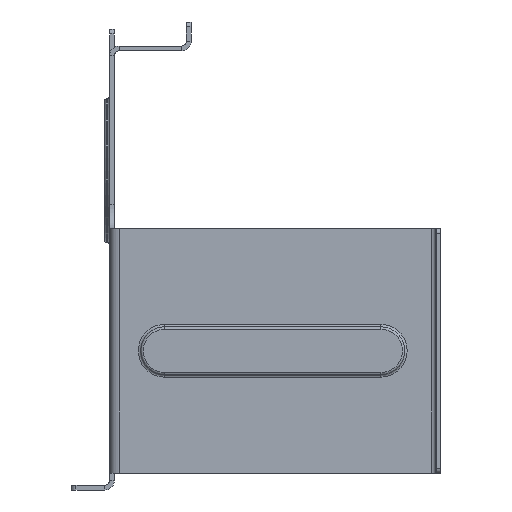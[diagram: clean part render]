
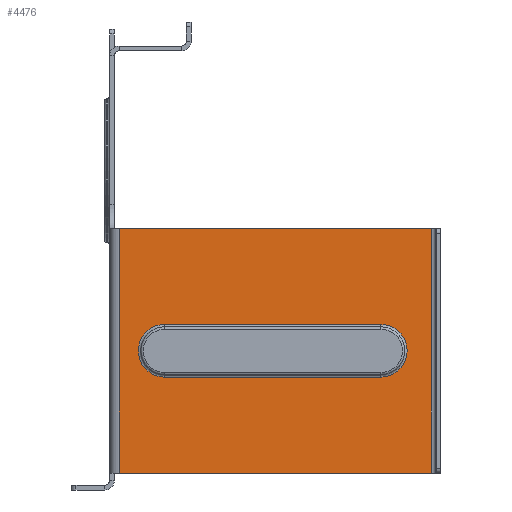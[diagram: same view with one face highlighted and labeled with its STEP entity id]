
A CAD part, left-side view. The second image highlights one B-rep face of the part: STEP entity #4476.
In plain terms, the highlighted planar face has unit normal (-1, 0, 0).
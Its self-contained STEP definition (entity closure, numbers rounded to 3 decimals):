
#74=FACE_BOUND('',#622,.T.);
#137=PLANE('',#4867);
#322=FACE_OUTER_BOUND('',#621,.T.);
#621=EDGE_LOOP('',(#3551,#3552,#3553,#3554));
#622=EDGE_LOOP('',(#3555,#3556,#3557,#3558));
#912=CIRCLE('',#4857,5.5);
#915=CIRCLE('',#4862,5.5);
#1293=LINE('',#9886,#1651);
#1294=LINE('',#9897,#1652);
#1300=LINE('',#9915,#1658);
#1301=LINE('',#9917,#1659);
#1302=LINE('',#9919,#1660);
#1303=LINE('',#9920,#1661);
#1651=VECTOR('',#5749,10.);
#1652=VECTOR('',#5762,10.);
#1658=VECTOR('',#5782,10.);
#1659=VECTOR('',#5783,10.);
#1660=VECTOR('',#5784,10.);
#1661=VECTOR('',#5785,1.44);
#2095=VERTEX_POINT('',#9879);
#2098=VERTEX_POINT('',#9884);
#2100=VERTEX_POINT('',#9889);
#2102=VERTEX_POINT('',#9895);
#2106=VERTEX_POINT('',#9913);
#2107=VERTEX_POINT('',#9914);
#2108=VERTEX_POINT('',#9916);
#2109=VERTEX_POINT('',#9918);
#2611=EDGE_CURVE('',#2098,#2095,#1293,.T.);
#2613=EDGE_CURVE('',#2100,#2098,#912,.T.);
#2616=EDGE_CURVE('',#2102,#2100,#1294,.T.);
#2618=EDGE_CURVE('',#2095,#2102,#915,.T.);
#2625=EDGE_CURVE('',#2106,#2107,#1300,.T.);
#2626=EDGE_CURVE('',#2107,#2108,#1301,.T.);
#2627=EDGE_CURVE('',#2108,#2109,#1302,.T.);
#2628=EDGE_CURVE('',#2109,#2106,#1303,.T.);
#3551=ORIENTED_EDGE('',*,*,#2625,.T.);
#3552=ORIENTED_EDGE('',*,*,#2626,.T.);
#3553=ORIENTED_EDGE('',*,*,#2627,.T.);
#3554=ORIENTED_EDGE('',*,*,#2628,.T.);
#3555=ORIENTED_EDGE('',*,*,#2611,.F.);
#3556=ORIENTED_EDGE('',*,*,#2613,.F.);
#3557=ORIENTED_EDGE('',*,*,#2616,.F.);
#3558=ORIENTED_EDGE('',*,*,#2618,.F.);
#4476=ADVANCED_FACE('',(#322,#74),#137,.T.);
#4857=AXIS2_PLACEMENT_3D('',#9891,#5754,#5755);
#4862=AXIS2_PLACEMENT_3D('',#9900,#5766,#5767);
#4867=AXIS2_PLACEMENT_3D('',#9912,#5780,#5781);
#5749=DIRECTION('',(0.,1.,0.));
#5754=DIRECTION('center_axis',(-1.,0.,0.));
#5755=DIRECTION('ref_axis',(0.,-1.,0.));
#5762=DIRECTION('',(0.,-1.,0.));
#5766=DIRECTION('center_axis',(-1.,0.,0.));
#5767=DIRECTION('ref_axis',(0.,1.,0.));
#5780=DIRECTION('center_axis',(-1.,0.,0.));
#5781=DIRECTION('ref_axis',(0.,0.,1.));
#5782=DIRECTION('',(0.,0.,1.));
#5783=DIRECTION('',(0.,1.,0.));
#5784=DIRECTION('',(0.,0.,-1.));
#5785=DIRECTION('',(0.,-1.,0.));
#9879=CARTESIAN_POINT('',(-158.5,-11.4,-11.75));
#9884=CARTESIAN_POINT('',(-158.5,-56.4,-11.75));
#9886=CARTESIAN_POINT('',(-158.5,-45.335,-11.75));
#9889=CARTESIAN_POINT('',(-158.5,-56.4,-22.75));
#9891=CARTESIAN_POINT('Origin',(-158.5,-56.4,-17.25));
#9895=CARTESIAN_POINT('',(-158.5,-11.4,-22.75));
#9897=CARTESIAN_POINT('',(-158.5,-22.835,-22.75));
#9900=CARTESIAN_POINT('Origin',(-158.5,-11.4,-17.25));
#9912=CARTESIAN_POINT('Origin',(-158.5,-34.269,-17.25));
#9913=CARTESIAN_POINT('',(-158.5,-66.9,-42.75));
#9914=CARTESIAN_POINT('',(-158.5,-66.9,8.25));
#9915=CARTESIAN_POINT('',(-158.5,-66.9,-30.));
#9916=CARTESIAN_POINT('',(-158.5,-1.9,8.25));
#9917=CARTESIAN_POINT('',(-158.5,-1.9,8.25));
#9918=CARTESIAN_POINT('',(-158.5,-1.9,-42.75));
#9919=CARTESIAN_POINT('',(-158.5,-1.9,-17.25));
#9920=CARTESIAN_POINT('',(-158.5,2.624,-42.75));
